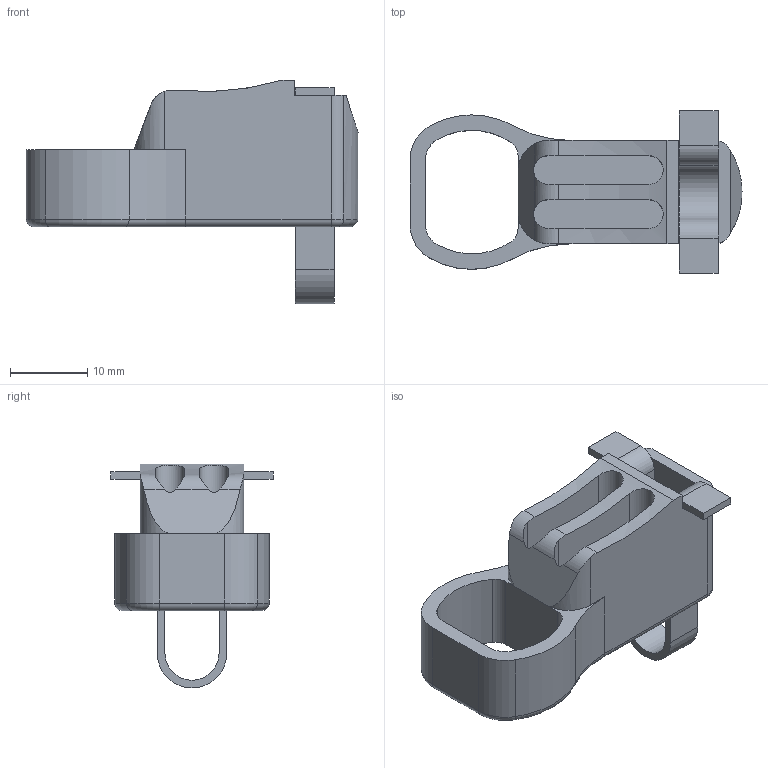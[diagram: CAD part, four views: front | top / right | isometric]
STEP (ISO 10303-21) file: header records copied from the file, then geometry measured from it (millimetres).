
FILE_DESCRIPTION((''),'2;1');
FILE_NAME('3P-5-872-023_ASM','2021-09-06T17:06:38',('zhxmin'),(''),'CREO PARAMETRIC BY PTC INC, 2018020','CREO PARAMETRIC BY PTC INC, 2018020','');
FILE_SCHEMA(('CONFIG_CONTROL_DESIGN','SHAPE_APPEARANCE_LAYERS_GROUPS'));
Length unit declared in the file: millimetre
Products named in the file (3): 3P-8-123-122; 3P-8-271-169; 3P-5-872-023_ASM
Assembly tree (2 placements, depth 2):
  3P-5-872-023_ASM
    3P-8-123-122
    3P-8-271-169
Bounding box: 43 x 21 x 29 mm (x, y, z)
Volume: 4974.4 mm3; surface area: 5455.3 mm2
Topology: 2 solids, 2 shells, 80 faces, 220 edges, 142 vertices
Faces by surface type: plane 37, cylinder 34, torus 9
Entity records: 3447 total; most frequent: CARTESIAN_POINT 563, DIRECTION 459, ORIENTED_EDGE 440, EDGE_CURVE 220, COLOUR_RGB 177, PRESENTATION_STYLE_ASSIGNMENT 173, STYLED_ITEM 173, CURVE_STYLE 172
